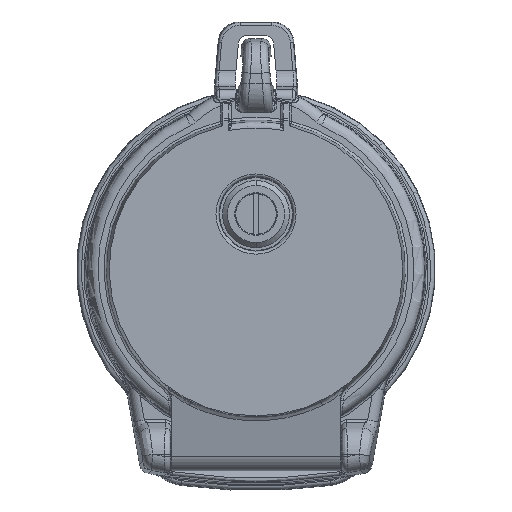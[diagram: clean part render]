
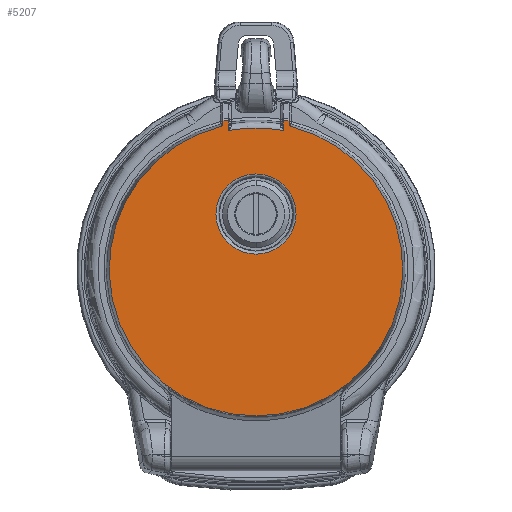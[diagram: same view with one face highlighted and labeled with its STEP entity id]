
A CAD part, top view. The second image highlights one B-rep face of the part: STEP entity #5207.
In plain terms, the highlighted planar face has unit normal (0, 0, 1).
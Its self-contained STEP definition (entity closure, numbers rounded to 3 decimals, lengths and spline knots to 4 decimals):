
#1826=CIRCLE('',#40664,1.725);
#1827=CIRCLE('',#40665,1.6609);
#1828=CIRCLE('',#40666,0.471);
#5207=ADVANCED_FACE('',(#8903,#8904),#6938,.T.);
#6938=PLANE('',#40667);
#8055=B_SPLINE_CURVE_WITH_KNOTS('',3,(#74352,#74353,#74354,#74355,#74356,
#74357,#74358,#74359,#74360,#74361,#74362,#74363,#74364),.UNSPECIFIED.,
 .F.,.F.,(4,3,3,3,4),(0.,0.0051,0.5111,0.7546,
1.),.UNSPECIFIED.);
#8056=B_SPLINE_CURVE_WITH_KNOTS('',3,(#74369,#74370,#74371,#74372,#74373,
#74374,#74375,#74376,#74377,#74378,#74379,#74380,#74381),.UNSPECIFIED.,
 .F.,.F.,(4,3,3,3,4),(0.,0.2454,0.4889,0.9949,
1.),.UNSPECIFIED.);
#8903=FACE_BOUND('',#9686,.T.);
#8904=FACE_BOUND('',#9687,.T.);
#9686=EDGE_LOOP('',(#14769,#14770,#14771,#14772,#14773,#14774,#14775,#14776,
#14777,#14778));
#9687=EDGE_LOOP('',(#14779));
#14769=ORIENTED_EDGE('',*,*,#28602,.T.);
#14770=ORIENTED_EDGE('',*,*,#28603,.F.);
#14771=ORIENTED_EDGE('',*,*,#28604,.T.);
#14772=ORIENTED_EDGE('',*,*,#28605,.T.);
#14773=ORIENTED_EDGE('',*,*,#28606,.T.);
#14774=ORIENTED_EDGE('',*,*,#28607,.T.);
#14775=ORIENTED_EDGE('',*,*,#28608,.T.);
#14776=ORIENTED_EDGE('',*,*,#28609,.T.);
#14777=ORIENTED_EDGE('',*,*,#28610,.T.);
#14778=ORIENTED_EDGE('',*,*,#28611,.T.);
#14779=ORIENTED_EDGE('',*,*,#28612,.T.);
#24286=VERTEX_POINT('',#74365);
#24287=VERTEX_POINT('',#74366);
#24288=VERTEX_POINT('',#74368);
#24289=VERTEX_POINT('',#74382);
#24290=VERTEX_POINT('',#74384);
#24291=VERTEX_POINT('',#74386);
#24292=VERTEX_POINT('',#74388);
#24293=VERTEX_POINT('',#74390);
#24294=VERTEX_POINT('',#74392);
#24295=VERTEX_POINT('',#74394);
#24296=VERTEX_POINT('',#74397);
#28602=EDGE_CURVE('',#24286,#24287,#8055,.T.);
#28603=EDGE_CURVE('',#24288,#24287,#1826,.T.);
#28604=EDGE_CURVE('',#24288,#24289,#8056,.T.);
#28605=EDGE_CURVE('',#24289,#24290,#33450,.T.);
#28606=EDGE_CURVE('',#24290,#24291,#33451,.T.);
#28607=EDGE_CURVE('',#24291,#24292,#33452,.T.);
#28608=EDGE_CURVE('',#24292,#24293,#1827,.T.);
#28609=EDGE_CURVE('',#24293,#24294,#33453,.T.);
#28610=EDGE_CURVE('',#24294,#24295,#33454,.T.);
#28611=EDGE_CURVE('',#24295,#24286,#33455,.T.);
#28612=EDGE_CURVE('',#24296,#24296,#1828,.T.);
#33450=LINE('',#74383,#36837);
#33451=LINE('',#74385,#36838);
#33452=LINE('',#74387,#36839);
#33453=LINE('',#74391,#36840);
#33454=LINE('',#74393,#36841);
#33455=LINE('',#74395,#36842);
#36837=VECTOR('',#44933,1.);
#36838=VECTOR('',#44934,1.);
#36839=VECTOR('',#44935,1.);
#36840=VECTOR('',#44938,1.);
#36841=VECTOR('',#44939,1.);
#36842=VECTOR('',#44940,1.);
#40664=AXIS2_PLACEMENT_3D('',#74367,#44931,#44932);
#40665=AXIS2_PLACEMENT_3D('',#74389,#44936,#44937);
#40666=AXIS2_PLACEMENT_3D('',#74396,#44941,#44942);
#40667=AXIS2_PLACEMENT_3D('',#74398,#44943,#44944);
#44931=DIRECTION('',(0.,0.,-1.));
#44932=DIRECTION('',(1.,0.,0.));
#44933=DIRECTION('',(0.,1.,0.));
#44934=DIRECTION('',(-1.,0.,0.));
#44935=DIRECTION('',(0.,-1.,0.));
#44936=DIRECTION('',(0.,0.,1.));
#44937=DIRECTION('',(1.,0.,0.));
#44938=DIRECTION('',(0.,1.,0.));
#44939=DIRECTION('',(-1.,0.,0.));
#44940=DIRECTION('',(0.,-1.,0.));
#44941=DIRECTION('',(0.,0.,-1.));
#44942=DIRECTION('',(1.,0.,0.));
#44943=DIRECTION('',(0.,0.,1.));
#44944=DIRECTION('',(1.,0.,0.));
#74352=CARTESIAN_POINT('',(-0.3887,1.6994,0.582));
#74353=CARTESIAN_POINT('',(-0.3888,1.6994,0.582));
#74354=CARTESIAN_POINT('',(-0.3888,1.6993,0.582));
#74355=CARTESIAN_POINT('',(-0.3888,1.6993,0.582));
#74356=CARTESIAN_POINT('',(-0.3912,1.694,0.582));
#74357=CARTESIAN_POINT('',(-0.3938,1.6886,0.582));
#74358=CARTESIAN_POINT('',(-0.3976,1.6842,0.582));
#74359=CARTESIAN_POINT('',(-0.3994,1.6821,0.582));
#74360=CARTESIAN_POINT('',(-0.4015,1.6802,0.582));
#74361=CARTESIAN_POINT('',(-0.4038,1.6786,0.582));
#74362=CARTESIAN_POINT('',(-0.4062,1.677,0.582));
#74363=CARTESIAN_POINT('',(-0.4088,1.6759,0.582));
#74364=CARTESIAN_POINT('',(-0.4116,1.6752,0.582));
#74365=CARTESIAN_POINT('',(-0.3887,1.6994,0.582));
#74366=CARTESIAN_POINT('',(-0.4116,1.6752,0.582));
#74367=CARTESIAN_POINT('',(0.,0.,0.582));
#74368=CARTESIAN_POINT('',(0.4116,1.6752,0.582));
#74369=CARTESIAN_POINT('',(0.4116,1.6752,0.582));
#74370=CARTESIAN_POINT('',(0.4088,1.6759,0.582));
#74371=CARTESIAN_POINT('',(0.4062,1.677,0.582));
#74372=CARTESIAN_POINT('',(0.4038,1.6786,0.582));
#74373=CARTESIAN_POINT('',(0.4015,1.6802,0.582));
#74374=CARTESIAN_POINT('',(0.3994,1.6821,0.582));
#74375=CARTESIAN_POINT('',(0.3976,1.6842,0.582));
#74376=CARTESIAN_POINT('',(0.3938,1.6886,0.582));
#74377=CARTESIAN_POINT('',(0.3912,1.694,0.582));
#74378=CARTESIAN_POINT('',(0.3888,1.6993,0.582));
#74379=CARTESIAN_POINT('',(0.3888,1.6993,0.582));
#74380=CARTESIAN_POINT('',(0.3888,1.6994,0.582));
#74381=CARTESIAN_POINT('',(0.3887,1.6994,0.582));
#74382=CARTESIAN_POINT('',(0.3887,1.6994,0.582));
#74383=CARTESIAN_POINT('',(0.3887,1.7432,0.582));
#74384=CARTESIAN_POINT('',(0.3887,1.7432,0.582));
#74385=CARTESIAN_POINT('',(0.,1.7432,0.582));
#74386=CARTESIAN_POINT('',(0.3187,1.7432,0.582));
#74387=CARTESIAN_POINT('',(0.3187,0.,0.582));
#74388=CARTESIAN_POINT('',(0.3187,1.63,0.582));
#74389=CARTESIAN_POINT('',(0.,0.,0.582));
#74390=CARTESIAN_POINT('',(-0.3187,1.63,0.582));
#74391=CARTESIAN_POINT('',(-0.3187,0.,0.582));
#74392=CARTESIAN_POINT('',(-0.3187,1.7432,0.582));
#74393=CARTESIAN_POINT('',(0.,1.7432,0.582));
#74394=CARTESIAN_POINT('',(-0.3887,1.7432,0.582));
#74395=CARTESIAN_POINT('',(-0.3887,1.6123,0.582));
#74396=CARTESIAN_POINT('',(0.,0.6475,0.582));
#74397=CARTESIAN_POINT('',(0.471,0.6475,0.582));
#74398=CARTESIAN_POINT('',(0.,0.,0.582));
